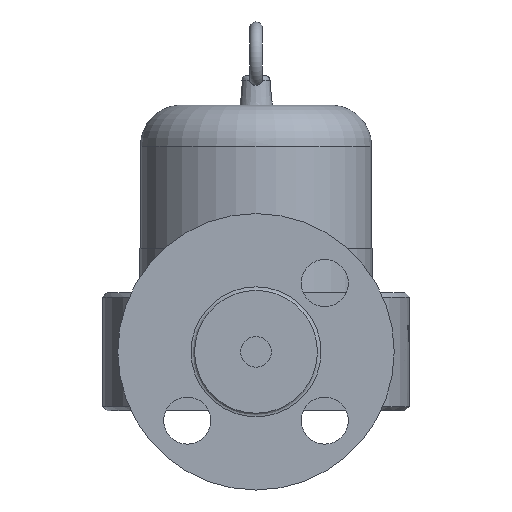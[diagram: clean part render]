
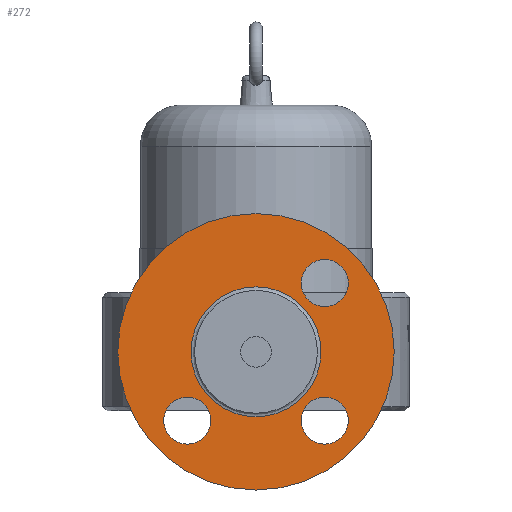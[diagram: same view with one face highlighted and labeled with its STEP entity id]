
A CAD part, left-side view. The second image highlights one B-rep face of the part: STEP entity #272.
In plain terms, the highlighted free-form (B-spline) face has degree [1, 1] with [2, 2] control points.
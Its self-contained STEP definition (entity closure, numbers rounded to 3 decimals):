
#197=CARTESIAN_POINT('',(-159.,0.,-31.732));
#198=VERTEX_POINT('',#197);
#199=CARTESIAN_POINT('',(-159.,0.0,0.));
#200=DIRECTION('',(-1.0,0.0,0.0));
#201=DIRECTION('',(0.0,0.0,1.0));
#202=AXIS2_PLACEMENT_3D('',#199,#200,#201);
#203=CIRCLE('',#202,31.732);
#204=EDGE_CURVE('',#198,#198,#203,.T.);
#220=CARTESIAN_POINT('',(-159.,67.5,67.5));
#221=CARTESIAN_POINT('',(-159.,67.5,-67.5));
#222=CARTESIAN_POINT('',(-159.,-67.5,67.5));
#223=CARTESIAN_POINT('',(-159.,-67.5,-67.5));
#224=B_SPLINE_SURFACE_WITH_KNOTS('',1,1,((#220,#222),(#221,#223)),.UNSPECIFIED.,.F.,.F.,.U.,(2,2),(2,2),(0.0,135.0),(0.0,135.0),.UNSPECIFIED.);
#225=CARTESIAN_POINT('',(-159.,0.0,67.5));
#226=VERTEX_POINT('',#225);
#227=CARTESIAN_POINT('',(-159.,0.0,0.));
#228=DIRECTION('',(-1.0,0.0,0.0));
#229=DIRECTION('',(0.0,0.0,1.0));
#230=AXIS2_PLACEMENT_3D('',#227,#228,#229);
#231=CIRCLE('',#230,67.5);
#232=EDGE_CURVE('',#226,#226,#231,.T.);
#233=ORIENTED_EDGE('',*,*,#232,.T.);
#234=EDGE_LOOP('',(#233));
#235=FACE_OUTER_BOUND('',#234,.T.);
#236=CARTESIAN_POINT('',(-159.,22.088,-33.588));
#237=VERTEX_POINT('',#236);
#238=CARTESIAN_POINT('',(-159.,33.588,-33.588));
#239=DIRECTION('',(1.0,0.0,0.0));
#240=DIRECTION('',(0.0,-1.0,0.0));
#241=AXIS2_PLACEMENT_3D('',#238,#239,#240);
#242=CIRCLE('',#241,11.5);
#243=EDGE_CURVE('',#237,#237,#242,.T.);
#244=ORIENTED_EDGE('',*,*,#243,.T.);
#245=EDGE_LOOP('',(#244));
#246=FACE_BOUND('',#245,.T.);
#247=CARTESIAN_POINT('',(-159.,-33.588,-22.088));
#248=VERTEX_POINT('',#247);
#249=CARTESIAN_POINT('',(-159.,-33.588,-33.588));
#250=DIRECTION('',(1.0,0.0,0.0));
#251=DIRECTION('',(0.0,0.0,1.0));
#252=AXIS2_PLACEMENT_3D('',#249,#250,#251);
#253=CIRCLE('',#252,11.5);
#254=EDGE_CURVE('',#248,#248,#253,.T.);
#255=ORIENTED_EDGE('',*,*,#254,.T.);
#256=EDGE_LOOP('',(#255));
#257=FACE_BOUND('',#256,.T.);
#258=CARTESIAN_POINT('',(-159.,-22.088,33.588));
#259=VERTEX_POINT('',#258);
#260=CARTESIAN_POINT('',(-159.,-33.588,33.588));
#261=DIRECTION('',(1.0,0.0,0.0));
#262=DIRECTION('',(0.0,1.0,0.0));
#263=AXIS2_PLACEMENT_3D('',#260,#261,#262);
#264=CIRCLE('',#263,11.5);
#265=EDGE_CURVE('',#259,#259,#264,.T.);
#266=ORIENTED_EDGE('',*,*,#265,.T.);
#267=EDGE_LOOP('',(#266));
#268=FACE_BOUND('',#267,.T.);
#269=ORIENTED_EDGE('',*,*,#204,.F.);
#270=EDGE_LOOP('',(#269));
#271=FACE_BOUND('',#270,.T.);
#272=ADVANCED_FACE('',(#235,#246,#257,#268,#271),#224,.T.);
